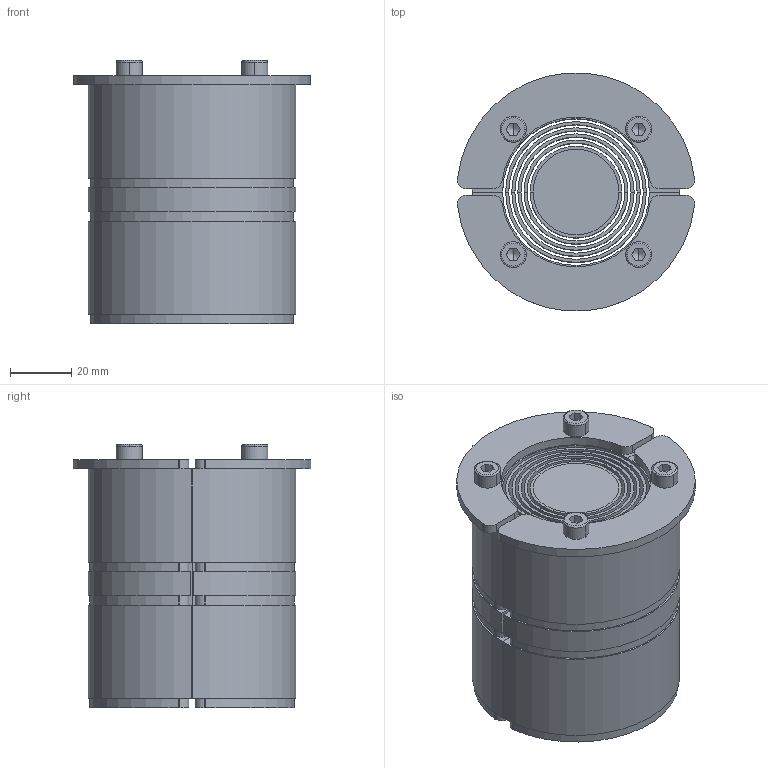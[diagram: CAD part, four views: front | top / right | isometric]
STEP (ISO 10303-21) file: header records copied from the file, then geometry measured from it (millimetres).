
FILE_DESCRIPTION((''),'2;1');
FILE_NAME('RS_PPS_S_68.stp','2008-07-24T07:47:14',(''),(''),'Mechanical Desktop 2005','Mechanical Desktop 2005',', , ');
FILE_SCHEMA(('CONFIG_CONTROL_DESIGN'));
Length unit declared in the file: millimetre
Products named in the file (10): RS_PPS_S_68; HALF; FRONT FITTING; RUBBER FRAME; MIDDLE FITTING; CYLINDER HEAD CAP SCREW - DIN 912 - M5 X 50; EXPANDER; CASE; REAR FITTING; CORE 
Assembly tree (14 placements, depth 3):
  RS_PPS_S_68
    HALF  x2
      FRONT FITTING
      RUBBER FRAME
      MIDDLE FITTING
      CYLINDER HEAD CAP SCREW - DIN 912 - M5 X 50
      EXPANDER
      CASE
      REAR FITTING
    CORE 
Bounding box: 77.55 x 77.71 x 86 mm (x, y, z)
Volume: 230325.7 mm3; surface area: 152474.2 mm2
Topology: 43 solids, 43 shells, 424 faces, 986 edges, 654 vertices
Faces by surface type: cylinder 214, plane 186, cone 16, bspline 8
Entity records: 4148 total; most frequent: CARTESIAN_POINT 756, DIRECTION 730, ORIENTED_EDGE 606, EDGE_CURVE 303, AXIS2_PLACEMENT_3D 292, VERTEX_POINT 202, EDGE_LOOP 155, CIRCLE 149
